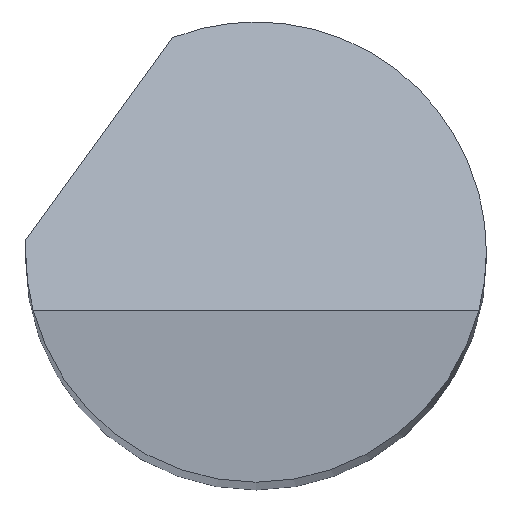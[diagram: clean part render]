
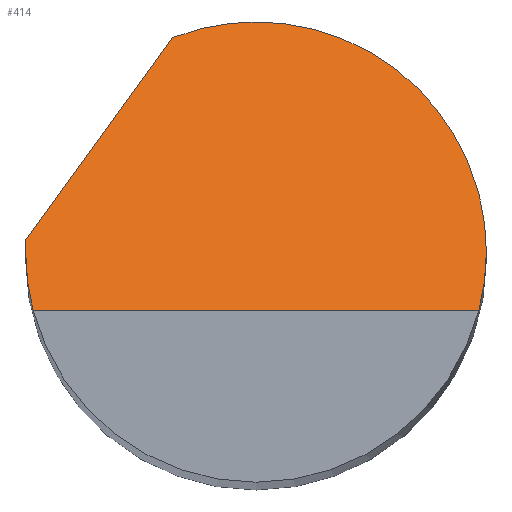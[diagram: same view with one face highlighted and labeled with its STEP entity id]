
A CAD part, top view. The second image highlights one B-rep face of the part: STEP entity #414.
In plain terms, the highlighted planar face has unit normal (0, 0.707, 0.707).
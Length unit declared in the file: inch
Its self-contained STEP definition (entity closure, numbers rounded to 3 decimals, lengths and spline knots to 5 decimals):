
#3 = CARTESIAN_POINT ( 'NONE',  ( 0.09375, 0., 1.97625 ) ) ;
#8 = DIRECTION ( 'NONE',  ( 0., -0.707, -0.707 ) ) ;
#9 = ORIENTED_EDGE ( 'NONE', *, *, #260, .F. ) ;
#23 = CARTESIAN_POINT ( 'NONE',  ( -0.11014, -0.01781, 1.99406 ) ) ;
#26 = CARTESIAN_POINT ( 'NONE',  ( 0., -0.02375, 2. ) ) ;
#31 = CARTESIAN_POINT ( 'NONE',  ( 0.09375, -0.00803, 1.98428 ) ) ;
#39 = CARTESIAN_POINT ( 'NONE',  ( -0.09362, 0.005, 1.97125 ) ) ;
#67 = CARTESIAN_POINT ( 'NONE',  ( 0.09375, 0.07266, 1.90359 ) ) ;
#72 =( BOUNDED_CURVE ( )  B_SPLINE_CURVE ( 3, ( #460, #456, #67, #150 ),
 .UNSPECIFIED., .F., .T. ) 
 B_SPLINE_CURVE_WITH_KNOTS ( ( 4, 4 ),
 ( 5.91277, 7.85398 ),
 .UNSPECIFIED. ) 
 CURVE ( )  GEOMETRIC_REPRESENTATION_ITEM ( )  RATIONAL_B_SPLINE_CURVE ( ( 1., 0.71, 0.71, 1. ) ) 
 REPRESENTATION_ITEM ( '' )  );
#77 = EDGE_CURVE ( 'NONE', #229, #241, #360, .T. ) ;
#81 = EDGE_CURVE ( 'NONE', #481, #386, #367, .T. ) ;
#103 = CARTESIAN_POINT ( 'NONE',  ( 0.09069, -0.02375, 2. ) ) ;
#108 = CARTESIAN_POINT ( 'NONE',  ( -0.09362, 0.005, 1.97125 ) ) ;
#109 = CARTESIAN_POINT ( 'NONE',  ( -0.09069, -0.02375, 2. ) ) ;
#114 = ORIENTED_EDGE ( 'NONE', *, *, #77, .F. ) ;
#141 = CARTESIAN_POINT ( 'NONE',  ( -0.09375, 0., 1.97625 ) ) ;
#145 = CARTESIAN_POINT ( 'NONE',  ( -0.09375, 0., 1.97625 ) ) ;
#150 = CARTESIAN_POINT ( 'NONE',  ( 0.09375, 0., 1.97625 ) ) ;
#163 = VECTOR ( 'NONE', #435, 39.37008 ) ;
#171 = EDGE_LOOP ( 'NONE', ( #207, #261, #114, #219, #469, #9 ) ) ;
#192 = DIRECTION ( 'NONE',  ( 0., 0.707, -0.707 ) ) ;
#193 = VERTEX_POINT ( 'NONE', #103 ) ;
#207 = ORIENTED_EDGE ( 'NONE', *, *, #81, .F. ) ;
#209 = CARTESIAN_POINT ( 'NONE',  ( -0.09375, -0.00803, 1.98428 ) ) ;
#213 = CARTESIAN_POINT ( 'NONE',  ( -0.09272, -0.01599, 1.99224 ) ) ;
#219 = ORIENTED_EDGE ( 'NONE', *, *, #329, .T. ) ;
#229 = VERTEX_POINT ( 'NONE', #109 ) ;
#240 = AXIS2_PLACEMENT_3D ( 'NONE', #388, #8, #192 ) ;
#241 = VERTEX_POINT ( 'NONE', #419 ) ;
#256 = CARTESIAN_POINT ( 'NONE',  ( -0.09371, 0.00333, 1.97292 ) ) ;
#260 = EDGE_CURVE ( 'NONE', #386, #410, #72, .T. ) ;
#261 = ORIENTED_EDGE ( 'NONE', *, *, #472, .F. ) ;
#273 = CARTESIAN_POINT ( 'NONE',  ( 0.09375, 0., 1.97625 ) ) ;
#292 =( BOUNDED_CURVE ( )  B_SPLINE_CURVE ( 3, ( #145, #348, #256, #108 ),
 .UNSPECIFIED., .F., .T. ) 
 B_SPLINE_CURVE_WITH_KNOTS ( ( 4, 4 ),
 ( 4.71239, 4.76575 ),
 .UNSPECIFIED. ) 
 CURVE ( )  GEOMETRIC_REPRESENTATION_ITEM ( )  RATIONAL_B_SPLINE_CURVE ( ( 1., 1., 1., 1. ) ) 
 REPRESENTATION_ITEM ( '' )  );
#318 =( BOUNDED_CURVE ( )  B_SPLINE_CURVE ( 3, ( #3, #31, #423, #417 ),
 .UNSPECIFIED., .F., .T. ) 
 B_SPLINE_CURVE_WITH_KNOTS ( ( 4, 4 ),
 ( 1.5708, 1.82692 ),
 .UNSPECIFIED. ) 
 CURVE ( )  GEOMETRIC_REPRESENTATION_ITEM ( )  RATIONAL_B_SPLINE_CURVE ( ( 1., 0.995, 0.995, 1. ) ) 
 REPRESENTATION_ITEM ( '' )  );
#328 = DIRECTION ( 'NONE',  ( 0.456, 0.629, -0.629 ) ) ;
#329 = EDGE_CURVE ( 'NONE', #229, #193, #376, .T. ) ;
#333 = CARTESIAN_POINT ( 'NONE',  ( -0.09069, -0.02375, 2. ) ) ;
#348 = CARTESIAN_POINT ( 'NONE',  ( -0.09375, 0.00167, 1.97458 ) ) ;
#360 =( BOUNDED_CURVE ( )  B_SPLINE_CURVE ( 3, ( #333, #213, #209, #141 ),
 .UNSPECIFIED., .F., .T. ) 
 B_SPLINE_CURVE_WITH_KNOTS ( ( 4, 4 ),
 ( 4.45626, 4.71239 ),
 .UNSPECIFIED. ) 
 CURVE ( )  GEOMETRIC_REPRESENTATION_ITEM ( )  RATIONAL_B_SPLINE_CURVE ( ( 1., 0.995, 0.995, 1. ) ) 
 REPRESENTATION_ITEM ( '' )  );
#367 = LINE ( 'NONE', #23, #399 ) ;
#376 = LINE ( 'NONE', #26, #163 ) ;
#386 = VERTEX_POINT ( 'NONE', #396 ) ;
#388 = CARTESIAN_POINT ( 'NONE',  ( -0.09375, -0.02375, 2. ) ) ;
#396 = CARTESIAN_POINT ( 'NONE',  ( -0.03394, 0.08739, 1.88886 ) ) ;
#399 = VECTOR ( 'NONE', #328, 39.37008 ) ;
#410 = VERTEX_POINT ( 'NONE', #273 ) ;
#414 = ADVANCED_FACE ( 'NONE', ( #439 ), #424, .F. ) ;
#417 = CARTESIAN_POINT ( 'NONE',  ( 0.09069, -0.02375, 2. ) ) ;
#419 = CARTESIAN_POINT ( 'NONE',  ( -0.09375, 0., 1.97625 ) ) ;
#423 = CARTESIAN_POINT ( 'NONE',  ( 0.09272, -0.01599, 1.99224 ) ) ;
#424 = PLANE ( 'NONE',  #240 ) ;
#435 = DIRECTION ( 'NONE',  ( 1., 0., 0. ) ) ;
#439 = FACE_OUTER_BOUND ( 'NONE', #171, .T. ) ;
#451 = EDGE_CURVE ( 'NONE', #410, #193, #318, .T. ) ;
#456 = CARTESIAN_POINT ( 'NONE',  ( 0.03379, 0.11369, 1.86256 ) ) ;
#460 = CARTESIAN_POINT ( 'NONE',  ( -0.03394, 0.08739, 1.88886 ) ) ;
#469 = ORIENTED_EDGE ( 'NONE', *, *, #451, .F. ) ;
#472 = EDGE_CURVE ( 'NONE', #241, #481, #292, .T. ) ;
#481 = VERTEX_POINT ( 'NONE', #39 ) ;
